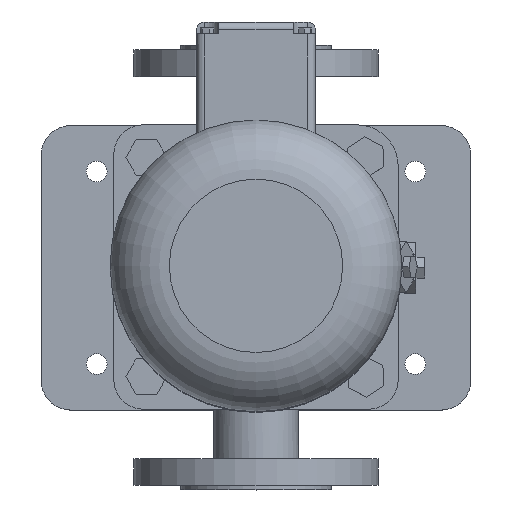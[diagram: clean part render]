
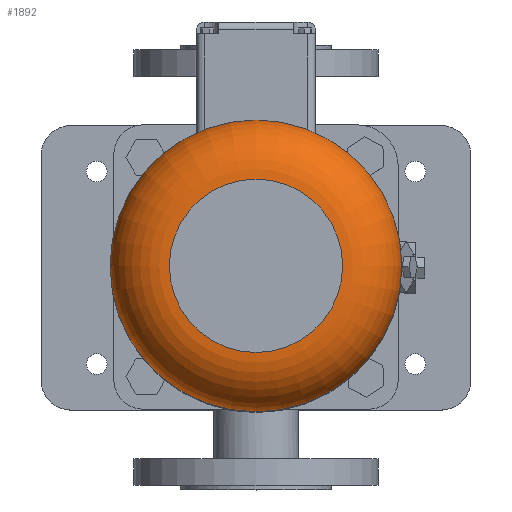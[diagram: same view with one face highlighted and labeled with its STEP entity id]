
A CAD part, top view. The second image highlights one B-rep face of the part: STEP entity #1892.
In plain terms, the highlighted toroidal (fillet/blend) face has major radius 58.5 mm and minor radius 40 mm.
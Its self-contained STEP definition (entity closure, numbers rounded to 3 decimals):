
#1892=ADVANCED_FACE('',(#5947,#5949),#5951,.T.);
#5947=FACE_OUTER_BOUND('',#5948,.T.);
#5948=EDGE_LOOP('',(#9473));
#5949=FACE_OUTER_BOUND('',#5950,.T.);
#5950=EDGE_LOOP('',(#9474));
#5951=TOROIDAL_SURFACE('',#5952,58.5,40.);
#5952=AXIS2_PLACEMENT_3D('',#5953,#5954,#5955);
#5953=CARTESIAN_POINT('',(0.,0.,757.));
#5954=DIRECTION('',(0.,0.,-1.));
#5955=DIRECTION('',(0.,1.,0.));
#9473=ORIENTED_EDGE('',*,*,#11415,.F.);
#9474=ORIENTED_EDGE('',*,*,#11513,.T.);
#11415=EDGE_CURVE('',#13243,#13243,#13244,.T.);
#11513=EDGE_CURVE('',#13343,#13343,#13344,.T.);
#13243=VERTEX_POINT('',#16988);
#13244=CIRCLE('',#16989,98.5);
#13343=VERTEX_POINT('',#17286);
#13344=CIRCLE('',#17287,58.5);
#16988=CARTESIAN_POINT('',(0.,98.5,757.));
#16989=AXIS2_PLACEMENT_3D('',#16990,#16991,#16992);
#16990=CARTESIAN_POINT('',(0.,0.,757.));
#16991=DIRECTION('',(0.,0.,-1.));
#16992=DIRECTION('',(0.,1.,0.));
#17286=CARTESIAN_POINT('',(0.,58.5,797.));
#17287=AXIS2_PLACEMENT_3D('',#17288,#17289,#17290);
#17288=CARTESIAN_POINT('',(0.,0.,797.));
#17289=DIRECTION('',(0.,0.,-1.));
#17290=DIRECTION('',(0.,1.,0.));
